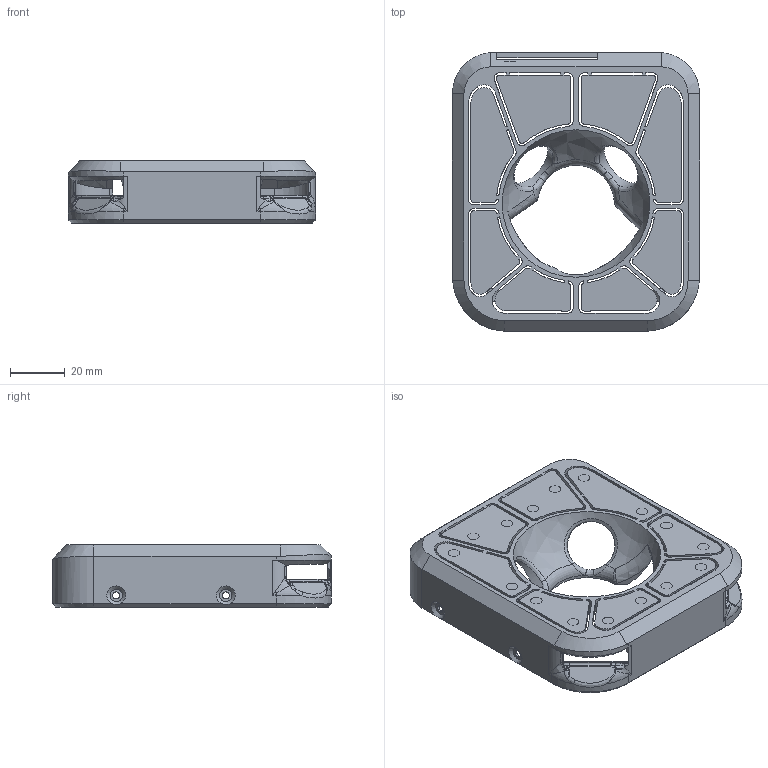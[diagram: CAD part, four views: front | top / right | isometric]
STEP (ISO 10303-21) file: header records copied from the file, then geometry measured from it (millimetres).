
FILE_DESCRIPTION(/* description */ ('STEP AP242','CAx-IF Rec.Pracs.---Representation and Presentation of Product Manufacturing Information (PMI)---4.0---2014-10-13','CAx-IF Rec.Pracs.---3D Tessellated Geometry---0.4---2014-09-14','2;1'),/* implementation_level */ '2;1');
FILE_NAME(/* name */ '68976c49808a3b733bbd4a84',/* time_stamp */ '2025-08-09T15:42:04Z',/* author */ (''),/* organization */ (''),/* preprocessor_version */ 'ST-DEVELOPER v20',/* originating_system */ 'ONSHAPE BY PTC INC, 1.202',/* authorisation */ ' ');
FILE_SCHEMA (('AP242_MANAGED_MODEL_BASED_3D_ENGINEERING_MIM_LF { 1 0 10303 442 1 1 4 }'));
Length unit declared in the file: metre
Products named in the file (1): Shell
Bounding box: 90.3 x 101.85 x 22.7 mm (x, y, z)
Volume: 26535.2 mm3; surface area: 31571.7 mm2
Topology: 1 solids, 1 shells, 612 faces, 1668 edges, 1067 vertices
Faces by surface type: plane 265, cylinder 170, bspline 116, cone 43, torus 16, sphere 2
Full cylindrical faces by diameter (mm): 2.6 x4, 4 x6, 4.2 x16, 5 x2
Entity records: 20451 total; most frequent: CARTESIAN_POINT 6031, ORIENTED_EDGE 3146, DIRECTION 2767, EDGE_CURVE 1573, AXIS2_PLACEMENT_3D 1041, VERTEX_POINT 1031, EDGE_LOOP 732, FACE_BOUND 732
